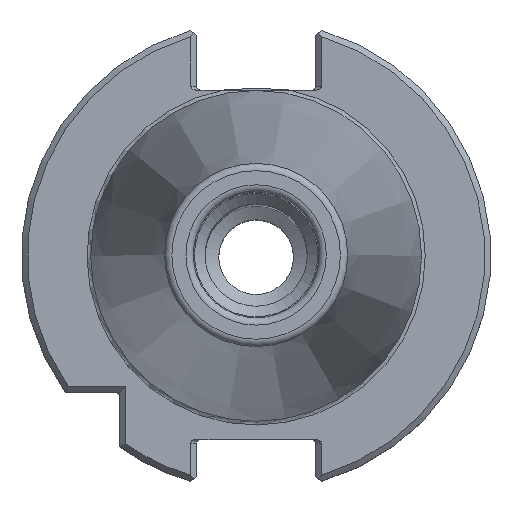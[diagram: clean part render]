
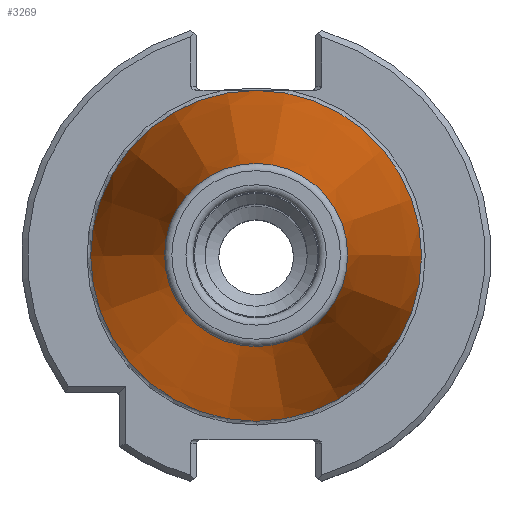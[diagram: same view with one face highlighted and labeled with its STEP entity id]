
A CAD part, top view. The second image highlights one B-rep face of the part: STEP entity #3269.
In plain terms, the highlighted conical face has half-angle 8.297 degrees and reference radius 22.395 mm.
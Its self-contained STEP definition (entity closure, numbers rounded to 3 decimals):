
#367=CONICAL_SURFACE('',#3487,22.395,0.145);
#567=ORIENTED_EDGE('',*,*,#1092,.F.);
#568=ORIENTED_EDGE('',*,*,#1122,.T.);
#1092=EDGE_CURVE('',#1404,#1404,#1625,.T.);
#1122=EDGE_CURVE('',#1426,#1426,#1635,.T.);
#1404=VERTEX_POINT('',#4471);
#1426=VERTEX_POINT('',#4614);
#1625=CIRCLE('',#3467,12.397);
#1635=CIRCLE('',#3488,22.395);
#1795=EDGE_LOOP('',(#567));
#1796=EDGE_LOOP('',(#568));
#2014=FACE_BOUND('',#1795,.T.);
#2015=FACE_BOUND('',#1796,.T.);
#3269=ADVANCED_FACE('',(#2014,#2015),#367,.T.);
#3467=AXIS2_PLACEMENT_3D('',#4470,#3854,#3855);
#3487=AXIS2_PLACEMENT_3D('',#4612,#3894,#3895);
#3488=AXIS2_PLACEMENT_3D('',#4613,#3896,#3897);
#3854=DIRECTION('',(0.,0.,1.));
#3855=DIRECTION('',(1.,0.,0.));
#3894=DIRECTION('',(0.,0.,-1.));
#3895=DIRECTION('',(-1.,0.,0.));
#3896=DIRECTION('',(0.,0.,1.));
#3897=DIRECTION('',(1.,0.,0.));
#4470=CARTESIAN_POINT('',(0.,0.,67.394));
#4471=CARTESIAN_POINT('',(12.397,0.,67.394));
#4612=CARTESIAN_POINT('',(0.,0.,-1.163));
#4613=CARTESIAN_POINT('',(0.,0.,-1.163));
#4614=CARTESIAN_POINT('',(22.395,0.,-1.163));
